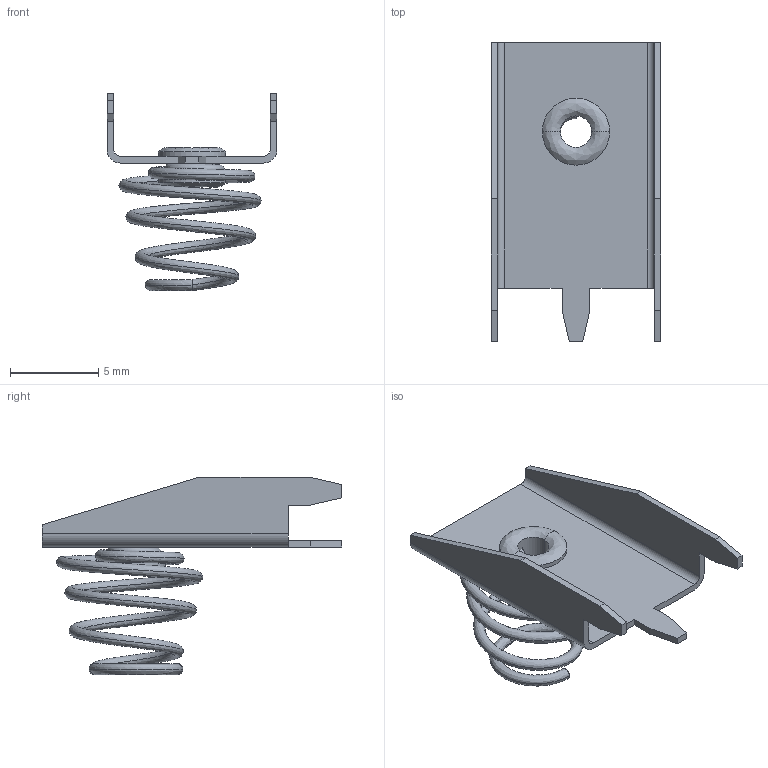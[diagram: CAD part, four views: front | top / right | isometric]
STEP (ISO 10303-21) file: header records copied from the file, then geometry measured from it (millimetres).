
FILE_DESCRIPTION (( 'STEP AP214' ), '1' );
FILE_NAME ('628.STEP', '2024-12-23T12:56:39', ( '' ), ( '' ), 'SwSTEP 2.0', 'SolidWorks 2023', '' );
FILE_SCHEMA (( 'AUTOMOTIVE_DESIGN' ));
Length unit declared in the file: millimetre
Products named in the file (1): 628
Bounding box: 9.65 x 17.02 x 11.21 mm (x, y, z)
Volume: 119.5 mm3; surface area: 700.8 mm2
Topology: 3 solids, 3 shells, 56 faces, 137 edges, 86 vertices
Faces by surface type: plane 30, cylinder 14, bspline 12
Entity records: 4235 total; most frequent: CARTESIAN_POINT 2303, ORIENTED_EDGE 272, DIRECTION 244, EDGE_CURVE 136, VECTOR 86, LINE 86, VERTEX_POINT 86, AXIS2_PLACEMENT_3D 79
